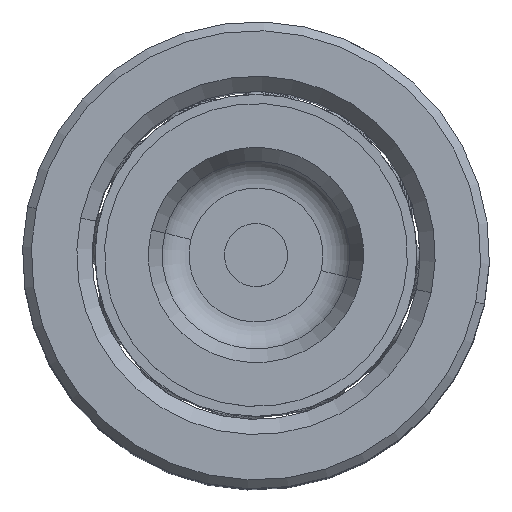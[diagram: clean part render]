
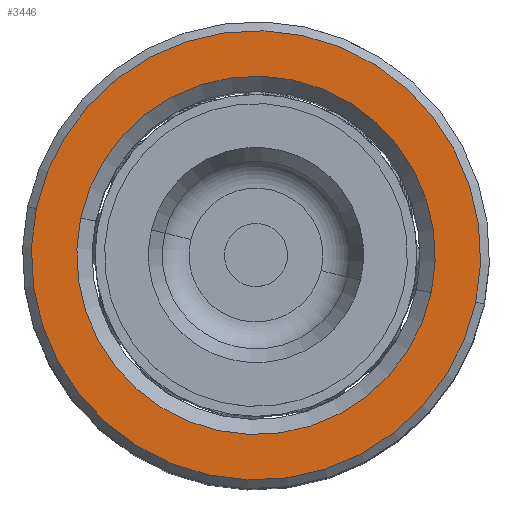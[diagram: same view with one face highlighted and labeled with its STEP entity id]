
A CAD part, top view. The second image highlights one B-rep face of the part: STEP entity #3446.
In plain terms, the highlighted planar face has unit normal (0, 0, 1).
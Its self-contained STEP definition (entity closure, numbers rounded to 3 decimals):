
#1658 = AXIS2_PLACEMENT_3D ( 'NONE', #5039, #5119, #12753 ) ;
#2707 = VERTEX_POINT ( 'NONE', #17558 ) ;
#2804 = CARTESIAN_POINT ( 'NONE',  ( 0., 0., 60. ) ) ;
#3446 = ADVANCED_FACE ( 'NONE', ( #8795, #18059 ), #22599, .T. ) ;
#3456 = DIRECTION ( 'NONE',  ( 1., 0., 0. ) ) ;
#3860 = ORIENTED_EDGE ( 'NONE', *, *, #16789, .T. ) ;
#4136 = CARTESIAN_POINT ( 'NONE',  ( 0., 0., 60. ) ) ;
#4319 = AXIS2_PLACEMENT_3D ( 'NONE', #19201, #9594, #3456 ) ;
#5039 = CARTESIAN_POINT ( 'NONE',  ( 0., 0., 60. ) ) ;
#5119 = DIRECTION ( 'NONE',  ( 0., 0., -1. ) ) ;
#5824 = EDGE_LOOP ( 'NONE', ( #3860, #14159 ) ) ;
#6295 = ORIENTED_EDGE ( 'NONE', *, *, #19363, .T. ) ;
#6427 = CIRCLE ( 'NONE', #15737, 14.2 ) ;
#7338 = ORIENTED_EDGE ( 'NONE', *, *, #23384, .T. ) ;
#8795 = FACE_OUTER_BOUND ( 'NONE', #5824, .T. ) ;
#9594 = DIRECTION ( 'NONE',  ( 0., 0., 1. ) ) ;
#9959 = DIRECTION ( 'NONE',  ( 0., 0., 1. ) ) ;
#10125 = CARTESIAN_POINT ( 'NONE',  ( 0., 0., 60. ) ) ;
#10369 = CIRCLE ( 'NONE', #21518, 17.8 ) ;
#10769 = DIRECTION ( 'NONE',  ( 1., 0., 0. ) ) ;
#10844 = VERTEX_POINT ( 'NONE', #23580 ) ;
#11962 = DIRECTION ( 'NONE',  ( 1., 0., 0. ) ) ;
#12753 = DIRECTION ( 'NONE',  ( 1., 0., 0. ) ) ;
#12931 = CIRCLE ( 'NONE', #1658, 14.2 ) ;
#13643 = AXIS2_PLACEMENT_3D ( 'NONE', #2804, #22262, #10769 ) ;
#14159 = ORIENTED_EDGE ( 'NONE', *, *, #15721, .T. ) ;
#15721 = EDGE_CURVE ( 'NONE', #17832, #23194, #23597, .T. ) ;
#15737 = AXIS2_PLACEMENT_3D ( 'NONE', #4136, #15778, #11962 ) ;
#15778 = DIRECTION ( 'NONE',  ( 0., 0., -1. ) ) ;
#16789 = EDGE_CURVE ( 'NONE', #23194, #17832, #10369, .T. ) ;
#17558 = CARTESIAN_POINT ( 'NONE',  ( -14.2, 0., 60. ) ) ;
#17832 = VERTEX_POINT ( 'NONE', #24724 ) ;
#18059 = FACE_BOUND ( 'NONE', #18454, .T. ) ;
#18454 = EDGE_LOOP ( 'NONE', ( #7338, #6295 ) ) ;
#19201 = CARTESIAN_POINT ( 'NONE',  ( 0., 0., 60. ) ) ;
#19363 = EDGE_CURVE ( 'NONE', #2707, #10844, #6427, .T. ) ;
#21518 = AXIS2_PLACEMENT_3D ( 'NONE', #10125, #9959, #23207 ) ;
#22262 = DIRECTION ( 'NONE',  ( 0., 0., 1. ) ) ;
#22599 = PLANE ( 'NONE',  #4319 ) ;
#23194 = VERTEX_POINT ( 'NONE', #23658 ) ;
#23207 = DIRECTION ( 'NONE',  ( 1., 0., 0. ) ) ;
#23384 = EDGE_CURVE ( 'NONE', #10844, #2707, #12931, .T. ) ;
#23580 = CARTESIAN_POINT ( 'NONE',  ( 14.2, 0., 60. ) ) ;
#23597 = CIRCLE ( 'NONE', #13643, 17.8 ) ;
#23658 = CARTESIAN_POINT ( 'NONE',  ( -17.8, 0., 60. ) ) ;
#24724 = CARTESIAN_POINT ( 'NONE',  ( 17.8, 0., 60. ) ) ;
